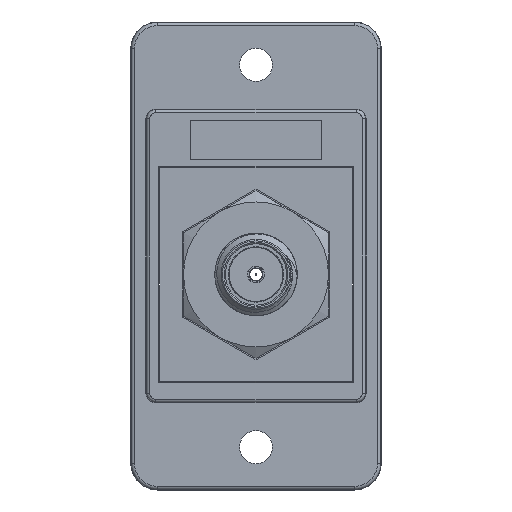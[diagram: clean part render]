
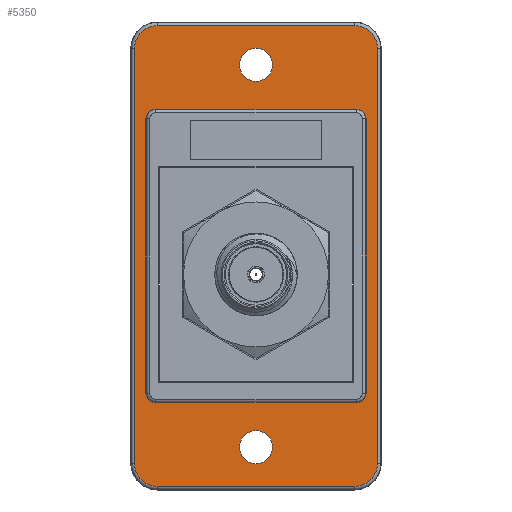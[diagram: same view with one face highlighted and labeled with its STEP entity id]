
A CAD part, front view. The second image highlights one B-rep face of the part: STEP entity #5350.
In plain terms, the highlighted planar face has unit normal (0, -1, 0).
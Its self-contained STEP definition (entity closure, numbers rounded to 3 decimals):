
#85=FACE_BOUND('',#711,.T.);
#86=FACE_BOUND('',#712,.T.);
#87=FACE_BOUND('',#713,.T.);
#148=PLANE('',#5703);
#412=FACE_OUTER_BOUND('',#710,.T.);
#710=EDGE_LOOP('',(#3763,#3764,#3765,#3766,#3767,#3768,#3769,#3770));
#711=EDGE_LOOP('',(#3771,#3772,#3773,#3774,#3775,#3776,#3777,#3778));
#712=EDGE_LOOP('',(#3779));
#713=EDGE_LOOP('',(#3780));
#976=CIRCLE('',#5667,0.75);
#977=CIRCLE('',#5670,0.75);
#981=CIRCLE('',#5678,1.714);
#985=CIRCLE('',#5684,1.714);
#989=CIRCLE('',#5690,1.714);
#993=CIRCLE('',#5696,1.714);
#996=CIRCLE('',#5704,0.75);
#997=CIRCLE('',#5705,0.75);
#998=CIRCLE('',#5706,1.25);
#999=CIRCLE('',#5707,1.25);
#1336=LINE('',#9452,#1778);
#1339=LINE('',#9460,#1781);
#1348=LINE('',#9483,#1790);
#1349=LINE('',#9494,#1791);
#1351=LINE('',#9506,#1793);
#1353=LINE('',#9518,#1795);
#1362=LINE('',#9543,#1804);
#1363=LINE('',#9547,#1805);
#1778=VECTOR('',#6315,10.);
#1781=VECTOR('',#6324,10.);
#1790=VECTOR('',#6341,10.);
#1791=VECTOR('',#6354,10.);
#1793=VECTOR('',#6368,10.);
#1795=VECTOR('',#6382,10.);
#1804=VECTOR('',#6411,10.);
#1805=VECTOR('',#6414,10.);
#2256=VERTEX_POINT('',#9444);
#2257=VERTEX_POINT('',#9446);
#2258=VERTEX_POINT('',#9450);
#2259=VERTEX_POINT('',#9454);
#2260=VERTEX_POINT('',#9458);
#2267=VERTEX_POINT('',#9476);
#2270=VERTEX_POINT('',#9481);
#2272=VERTEX_POINT('',#9486);
#2274=VERTEX_POINT('',#9492);
#2276=VERTEX_POINT('',#9498);
#2278=VERTEX_POINT('',#9504);
#2280=VERTEX_POINT('',#9510);
#2282=VERTEX_POINT('',#9516);
#2288=VERTEX_POINT('',#9542);
#2289=VERTEX_POINT('',#9544);
#2290=VERTEX_POINT('',#9546);
#2291=VERTEX_POINT('',#9549);
#2292=VERTEX_POINT('',#9551);
#2808=EDGE_CURVE('',#2256,#2257,#976,.F.);
#2811=EDGE_CURVE('',#2258,#2256,#1336,.T.);
#2813=EDGE_CURVE('',#2259,#2258,#977,.F.);
#2815=EDGE_CURVE('',#2260,#2259,#1339,.T.);
#2826=EDGE_CURVE('',#2270,#2267,#1348,.T.);
#2828=EDGE_CURVE('',#2272,#2270,#981,.T.);
#2831=EDGE_CURVE('',#2274,#2272,#1349,.T.);
#2834=EDGE_CURVE('',#2276,#2274,#985,.T.);
#2837=EDGE_CURVE('',#2278,#2276,#1351,.T.);
#2840=EDGE_CURVE('',#2280,#2278,#989,.T.);
#2843=EDGE_CURVE('',#2282,#2280,#1353,.T.);
#2846=EDGE_CURVE('',#2267,#2282,#993,.T.);
#2856=EDGE_CURVE('',#2257,#2288,#1362,.T.);
#2857=EDGE_CURVE('',#2289,#2260,#996,.F.);
#2858=EDGE_CURVE('',#2290,#2289,#1363,.T.);
#2859=EDGE_CURVE('',#2288,#2290,#997,.F.);
#2860=EDGE_CURVE('',#2291,#2291,#998,.T.);
#2861=EDGE_CURVE('',#2292,#2292,#999,.T.);
#3763=ORIENTED_EDGE('',*,*,#2826,.F.);
#3764=ORIENTED_EDGE('',*,*,#2828,.F.);
#3765=ORIENTED_EDGE('',*,*,#2831,.F.);
#3766=ORIENTED_EDGE('',*,*,#2834,.F.);
#3767=ORIENTED_EDGE('',*,*,#2837,.F.);
#3768=ORIENTED_EDGE('',*,*,#2840,.F.);
#3769=ORIENTED_EDGE('',*,*,#2843,.F.);
#3770=ORIENTED_EDGE('',*,*,#2846,.F.);
#3771=ORIENTED_EDGE('',*,*,#2856,.F.);
#3772=ORIENTED_EDGE('',*,*,#2808,.F.);
#3773=ORIENTED_EDGE('',*,*,#2811,.F.);
#3774=ORIENTED_EDGE('',*,*,#2813,.F.);
#3775=ORIENTED_EDGE('',*,*,#2815,.F.);
#3776=ORIENTED_EDGE('',*,*,#2857,.F.);
#3777=ORIENTED_EDGE('',*,*,#2858,.F.);
#3778=ORIENTED_EDGE('',*,*,#2859,.F.);
#3779=ORIENTED_EDGE('',*,*,#2860,.T.);
#3780=ORIENTED_EDGE('',*,*,#2861,.T.);
#5350=ADVANCED_FACE('',(#412,#85,#86,#87),#148,.T.);
#5667=AXIS2_PLACEMENT_3D('',#9447,#6309,#6310);
#5670=AXIS2_PLACEMENT_3D('',#9456,#6319,#6320);
#5678=AXIS2_PLACEMENT_3D('',#9488,#6346,#6347);
#5684=AXIS2_PLACEMENT_3D('',#9500,#6360,#6361);
#5690=AXIS2_PLACEMENT_3D('',#9512,#6374,#6375);
#5696=AXIS2_PLACEMENT_3D('',#9522,#6388,#6389);
#5703=AXIS2_PLACEMENT_3D('',#9541,#6409,#6410);
#5704=AXIS2_PLACEMENT_3D('',#9545,#6412,#6413);
#5705=AXIS2_PLACEMENT_3D('',#9548,#6415,#6416);
#5706=AXIS2_PLACEMENT_3D('',#9550,#6417,#6418);
#5707=AXIS2_PLACEMENT_3D('',#9552,#6419,#6420);
#6309=DIRECTION('center_axis',(0.,1.,0.));
#6310=DIRECTION('ref_axis',(0.707,0.,0.707));
#6315=DIRECTION('',(0.,0.,1.));
#6319=DIRECTION('center_axis',(0.,1.,0.));
#6320=DIRECTION('ref_axis',(0.707,0.,-0.707));
#6324=DIRECTION('',(1.,0.,0.));
#6341=DIRECTION('',(-1.,0.,0.));
#6346=DIRECTION('center_axis',(0.,1.,0.));
#6347=DIRECTION('ref_axis',(0.707,0.,-0.707));
#6354=DIRECTION('',(0.,0.,-1.));
#6360=DIRECTION('center_axis',(0.,1.,0.));
#6361=DIRECTION('ref_axis',(0.707,0.,0.707));
#6368=DIRECTION('',(1.,0.,0.));
#6374=DIRECTION('center_axis',(0.,1.,0.));
#6375=DIRECTION('ref_axis',(-0.707,0.,0.707));
#6382=DIRECTION('',(0.,0.,1.));
#6388=DIRECTION('center_axis',(0.,1.,0.));
#6389=DIRECTION('ref_axis',(-0.707,0.,-0.707));
#6409=DIRECTION('center_axis',(0.,-1.,0.));
#6410=DIRECTION('ref_axis',(0.,0.,-1.));
#6411=DIRECTION('',(-1.,0.,0.));
#6412=DIRECTION('center_axis',(0.,1.,0.));
#6413=DIRECTION('ref_axis',(-0.707,0.,-0.707));
#6414=DIRECTION('',(0.,0.,-1.));
#6415=DIRECTION('center_axis',(0.,1.,0.));
#6416=DIRECTION('ref_axis',(-0.707,0.,0.707));
#6417=DIRECTION('center_axis',(0.,1.,0.));
#6418=DIRECTION('ref_axis',(0.,0.,-1.));
#6419=DIRECTION('center_axis',(0.,1.,0.));
#6420=DIRECTION('ref_axis',(0.,0.,-1.));
#9444=CARTESIAN_POINT('',(8.35,-2.3,11.8));
#9446=CARTESIAN_POINT('',(7.6,-2.3,12.55));
#9447=CARTESIAN_POINT('Origin',(7.6,-2.3,11.8));
#9450=CARTESIAN_POINT('',(8.35,-2.3,-9.));
#9452=CARTESIAN_POINT('',(8.35,-2.3,6.975));
#9454=CARTESIAN_POINT('',(7.6,-2.3,-9.75));
#9456=CARTESIAN_POINT('Origin',(7.6,-2.3,-9.));
#9458=CARTESIAN_POINT('',(-7.6,-2.3,-9.75));
#9460=CARTESIAN_POINT('',(4.175,-2.3,-9.75));
#9476=CARTESIAN_POINT('',(-7.5,-2.3,-16.064));
#9481=CARTESIAN_POINT('',(7.5,-2.3,-16.064));
#9483=CARTESIAN_POINT('',(4.75,-2.3,-16.064));
#9486=CARTESIAN_POINT('',(9.214,-2.3,-14.35));
#9488=CARTESIAN_POINT('Origin',(7.5,-2.3,-14.35));
#9492=CARTESIAN_POINT('',(9.214,-2.3,17.15));
#9494=CARTESIAN_POINT('',(9.214,-2.3,10.275));
#9498=CARTESIAN_POINT('',(7.5,-2.3,18.864));
#9500=CARTESIAN_POINT('Origin',(7.5,-2.3,17.15));
#9504=CARTESIAN_POINT('',(-7.5,-2.3,18.864));
#9506=CARTESIAN_POINT('',(-4.75,-2.3,18.864));
#9510=CARTESIAN_POINT('',(-9.214,-2.3,17.15));
#9512=CARTESIAN_POINT('Origin',(-7.5,-2.3,17.15));
#9516=CARTESIAN_POINT('',(-9.214,-2.3,-14.35));
#9518=CARTESIAN_POINT('',(-9.214,-2.3,-7.475));
#9522=CARTESIAN_POINT('Origin',(-7.5,-2.3,-14.35));
#9541=CARTESIAN_POINT('Origin',(0.,-2.3,1.4));
#9542=CARTESIAN_POINT('',(-7.6,-2.3,12.55));
#9543=CARTESIAN_POINT('',(-4.175,-2.3,12.55));
#9544=CARTESIAN_POINT('',(-8.35,-2.3,-9.));
#9545=CARTESIAN_POINT('Origin',(-7.6,-2.3,-9.));
#9546=CARTESIAN_POINT('',(-8.35,-2.3,11.8));
#9547=CARTESIAN_POINT('',(-8.35,-2.3,-4.175));
#9548=CARTESIAN_POINT('Origin',(-7.6,-2.3,11.8));
#9549=CARTESIAN_POINT('',(0.,-2.3,17.15));
#9550=CARTESIAN_POINT('Origin',(0.,-2.3,15.9));
#9551=CARTESIAN_POINT('',(0.,-2.3,-11.85));
#9552=CARTESIAN_POINT('Origin',(0.,-2.3,-13.1));
